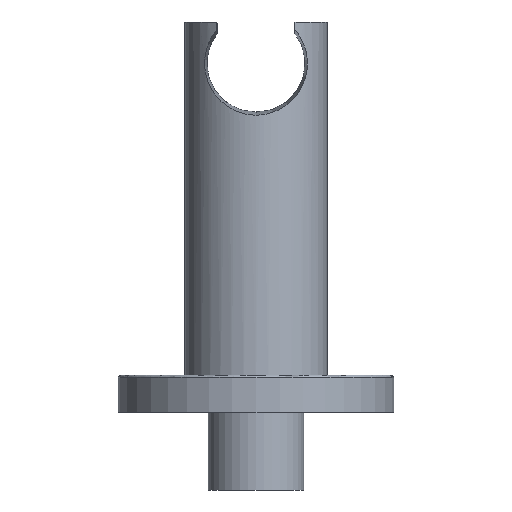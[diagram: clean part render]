
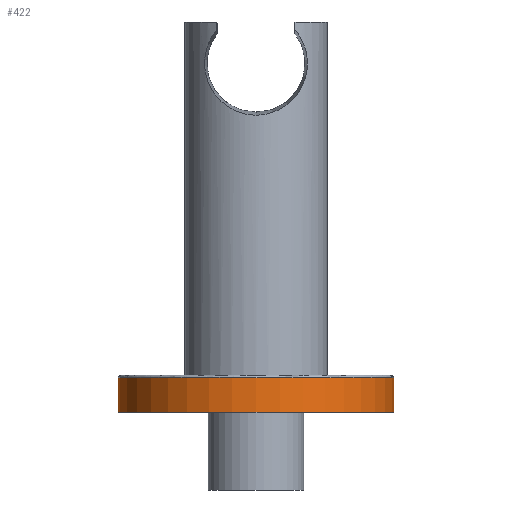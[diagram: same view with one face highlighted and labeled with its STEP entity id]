
A CAD part, front view. The second image highlights one B-rep face of the part: STEP entity #422.
In plain terms, the highlighted cylindrical face has radius 30 mm (diameter 60 mm), a partial arc.
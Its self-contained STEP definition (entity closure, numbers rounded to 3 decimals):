
#4 = DIRECTION ( 'NONE',  ( 0., 0., 1. ) ) ;
#7 = CARTESIAN_POINT ( 'NONE',  ( 0., 0., 0. ) ) ;
#8 = AXIS2_PLACEMENT_3D ( 'NONE', #7, #4, #13 ) ;
#13 = DIRECTION ( 'NONE',  ( 1., 0., 0. ) ) ;
#22 = CYLINDRICAL_SURFACE ( 'NONE', #8, 30. ) ;
#24 = FACE_OUTER_BOUND ( 'NONE', #416, .T. ) ;
#75 = DIRECTION ( 'NONE',  ( 1., 0., 0. ) ) ;
#76 = DIRECTION ( 'NONE',  ( 0., 0., 1. ) ) ;
#77 = CARTESIAN_POINT ( 'NONE',  ( 0., 0., 0. ) ) ;
#78 = AXIS2_PLACEMENT_3D ( 'NONE', #77, #76, #75 ) ;
#79 = CIRCLE ( 'NONE', #78, 30. ) ;
#389 = CARTESIAN_POINT ( 'NONE',  ( 30., 0., 7.5 ) ) ;
#414 = EDGE_CURVE ( 'NONE', #808, #804, #79, .T. ) ;
#416 = EDGE_LOOP ( 'NONE', ( #418, #430, #429, #427 ) ) ;
#418 = ORIENTED_EDGE ( 'NONE', *, *, #830, .F. ) ;
#422 = ADVANCED_FACE ( 'NONE', ( #24 ), #22, .T. ) ;
#427 = ORIENTED_EDGE ( 'NONE', *, *, #734, .F. ) ;
#429 = ORIENTED_EDGE ( 'NONE', *, *, #814, .T. ) ;
#430 = ORIENTED_EDGE ( 'NONE', *, *, #414, .T. ) ;
#723 = VERTEX_POINT ( 'NONE', #1216 ) ;
#734 = EDGE_CURVE ( 'NONE', #723, #735, #1116, .T. ) ;
#735 = VERTEX_POINT ( 'NONE', #389 ) ;
#804 = VERTEX_POINT ( 'NONE', #1790 ) ;
#808 = VERTEX_POINT ( 'NONE', #1819 ) ;
#814 = EDGE_CURVE ( 'NONE', #804, #735, #1774, .T. ) ;
#830 = EDGE_CURVE ( 'NONE', #808, #723, #1530, .T. ) ;
#1082 = AXIS2_PLACEMENT_3D ( 'NONE', #1093, #1098, #1115 ) ;
#1093 = CARTESIAN_POINT ( 'NONE',  ( 0., 0., 7.5 ) ) ;
#1098 = DIRECTION ( 'NONE',  ( 0., 0., 1. ) ) ;
#1115 = DIRECTION ( 'NONE',  ( 1., 0., 0. ) ) ;
#1116 = CIRCLE ( 'NONE', #1082, 30. ) ;
#1216 = CARTESIAN_POINT ( 'NONE',  ( -30., 0., 7.5 ) ) ;
#1530 = LINE ( 'NONE', #1531, #1540 ) ;
#1531 = CARTESIAN_POINT ( 'NONE',  ( -30., 0., 0. ) ) ;
#1540 = VECTOR ( 'NONE', #1541, 1000. ) ;
#1541 = DIRECTION ( 'NONE',  ( 0., 0., 1. ) ) ;
#1774 = LINE ( 'NONE', #1812, #1811 ) ;
#1790 = CARTESIAN_POINT ( 'NONE',  ( 30., 0., 0. ) ) ;
#1810 = DIRECTION ( 'NONE',  ( 0., 0., 1. ) ) ;
#1811 = VECTOR ( 'NONE', #1810, 1000. ) ;
#1812 = CARTESIAN_POINT ( 'NONE',  ( 30., 0., 0. ) ) ;
#1819 = CARTESIAN_POINT ( 'NONE',  ( -30., 0., 0. ) ) ;
